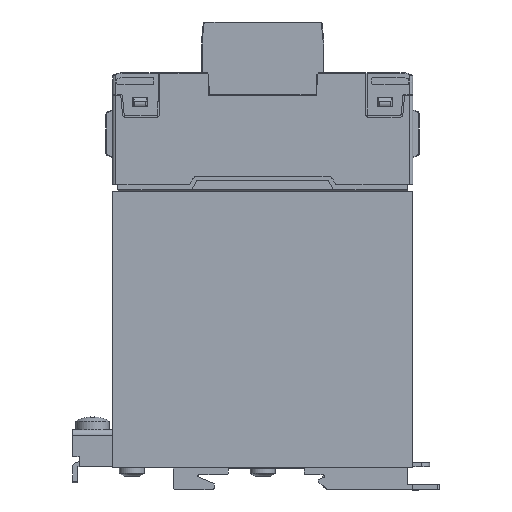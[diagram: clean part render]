
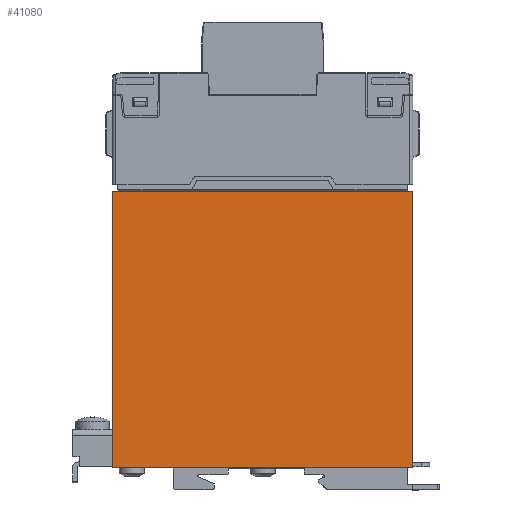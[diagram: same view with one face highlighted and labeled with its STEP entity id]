
A CAD part, left-side view. The second image highlights one B-rep face of the part: STEP entity #41080.
In plain terms, the highlighted face is planar.
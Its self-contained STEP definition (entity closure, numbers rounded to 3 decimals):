
#39871=CARTESIAN_POINT('',(11.1,2.1,45.));
#39872=VERTEX_POINT('',#39871);
#39879=CARTESIAN_POINT('',(11.1,85.,45.));
#39880=VERTEX_POINT('',#39879);
#39881=CARTESIAN_POINT('',(11.1,85.,45.));
#39882=DIRECTION('',(0.0,-1.0,0.0));
#39883=VECTOR('',#39882,82.9);
#39884=LINE('',#39881,#39883);
#39885=EDGE_CURVE('',#39880,#39872,#39884,.T.);
#41050=CARTESIAN_POINT('',(11.1,85.,-45.));
#41051=DIRECTION('',(1.0,0.0,0.0));
#41052=DIRECTION('',(0.0,-1.0,0.0));
#41053=AXIS2_PLACEMENT_3D('',#41050,#41051,#41052);
#41054=PLANE('',#41053);
#41055=ORIENTED_EDGE('',*,*,#39885,.T.);
#41056=CARTESIAN_POINT('',(11.1,2.1,-45.));
#41057=VERTEX_POINT('',#41056);
#41058=CARTESIAN_POINT('',(11.1,2.1,-45.));
#41059=DIRECTION('',(0.0,0.0,1.0));
#41060=VECTOR('',#41059,90.0);
#41061=LINE('',#41058,#41060);
#41062=EDGE_CURVE('',#41057,#39872,#41061,.T.);
#41063=ORIENTED_EDGE('',*,*,#41062,.F.);
#41064=CARTESIAN_POINT('',(11.1,85.,-45.));
#41065=VERTEX_POINT('',#41064);
#41066=CARTESIAN_POINT('',(11.1,2.1,-45.));
#41067=DIRECTION('',(0.0,1.0,0.0));
#41068=VECTOR('',#41067,82.9);
#41069=LINE('',#41066,#41068);
#41070=EDGE_CURVE('',#41057,#41065,#41069,.T.);
#41071=ORIENTED_EDGE('',*,*,#41070,.T.);
#41072=CARTESIAN_POINT('',(11.1,85.,-45.));
#41073=DIRECTION('',(0.0,0.0,1.0));
#41074=VECTOR('',#41073,90.0);
#41075=LINE('',#41072,#41074);
#41076=EDGE_CURVE('',#41065,#39880,#41075,.T.);
#41077=ORIENTED_EDGE('',*,*,#41076,.T.);
#41078=EDGE_LOOP('',(#41055,#41063,#41071,#41077));
#41079=FACE_OUTER_BOUND('',#41078,.T.);
#41080=ADVANCED_FACE('',(#41079),#41054,.T.);
